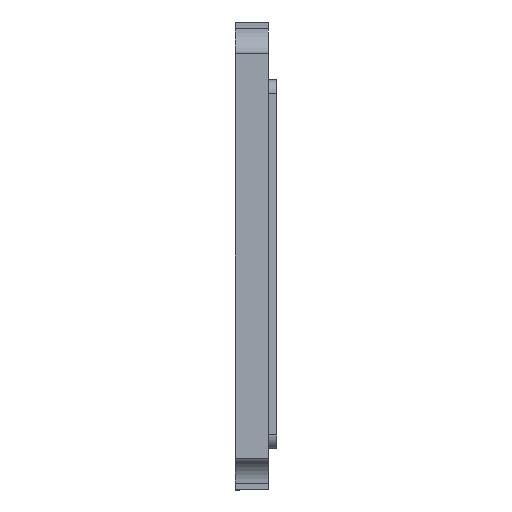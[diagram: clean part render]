
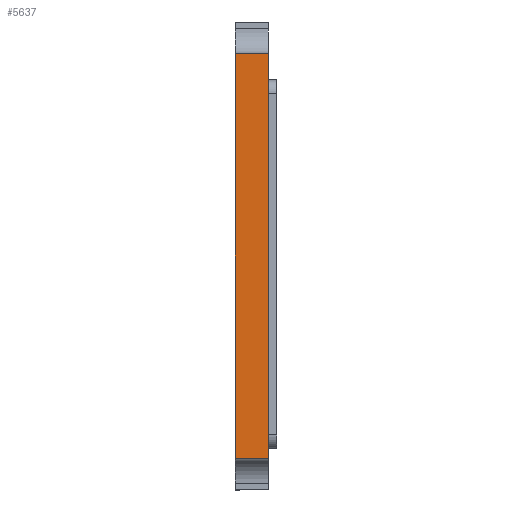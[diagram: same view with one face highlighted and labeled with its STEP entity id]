
A CAD part, left-side view. The second image highlights one B-rep face of the part: STEP entity #5637.
In plain terms, the highlighted planar face has unit normal (-1, 0, 0).
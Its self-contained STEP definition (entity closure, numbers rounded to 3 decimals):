
#291=PLANE('',#6260);
#601=FACE_OUTER_BOUND('',#993,.T.);
#993=EDGE_LOOP('',(#5179,#5180,#5181,#5182));
#1255=LINE('',#8845,#1741);
#1340=LINE('',#9268,#1826);
#1378=LINE('',#9894,#1864);
#1481=LINE('',#10173,#1967);
#1741=VECTOR('',#7174,10.);
#1826=VECTOR('',#7477,10.);
#1864=VECTOR('',#7663,10.);
#1967=VECTOR('',#7960,10.);
#2542=VERTEX_POINT('',#8841);
#2544=VERTEX_POINT('',#8844);
#2646=VERTEX_POINT('',#9267);
#2707=VERTEX_POINT('',#9893);
#3211=EDGE_CURVE('',#2544,#2542,#1255,.T.);
#3355=EDGE_CURVE('',#2646,#2544,#1340,.T.);
#3445=EDGE_CURVE('',#2646,#2707,#1378,.T.);
#3585=EDGE_CURVE('',#2707,#2542,#1481,.T.);
#5179=ORIENTED_EDGE('',*,*,#3211,.T.);
#5180=ORIENTED_EDGE('',*,*,#3585,.F.);
#5181=ORIENTED_EDGE('',*,*,#3445,.F.);
#5182=ORIENTED_EDGE('',*,*,#3355,.T.);
#5637=ADVANCED_FACE('',(#601),#291,.T.);
#6260=AXIS2_PLACEMENT_3D('',#10174,#7961,#7962);
#7174=DIRECTION('',(0.,0.,1.));
#7477=DIRECTION('',(0.,-1.,0.));
#7663=DIRECTION('',(0.,0.,1.));
#7960=DIRECTION('',(0.,-1.,0.));
#7961=DIRECTION('center_axis',(-1.,0.,0.));
#7962=DIRECTION('ref_axis',(0.,0.,1.));
#8841=CARTESIAN_POINT('',(-1256.976,-2.,133.376));
#8844=CARTESIAN_POINT('',(-1256.976,-2.,-13.376));
#8845=CARTESIAN_POINT('',(-1256.976,-2.,23.312));
#9267=CARTESIAN_POINT('',(-1256.976,10.,-13.376));
#9268=CARTESIAN_POINT('',(-1256.976,0.,-13.376));
#9893=CARTESIAN_POINT('',(-1256.976,10.,133.376));
#9894=CARTESIAN_POINT('',(-1256.976,10.,-13.376));
#10173=CARTESIAN_POINT('',(-1256.976,0.,133.376));
#10174=CARTESIAN_POINT('Origin',(-1256.976,0.,
-13.376));
